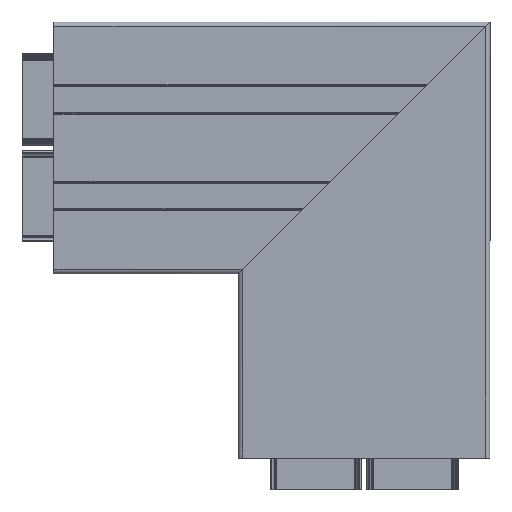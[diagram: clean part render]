
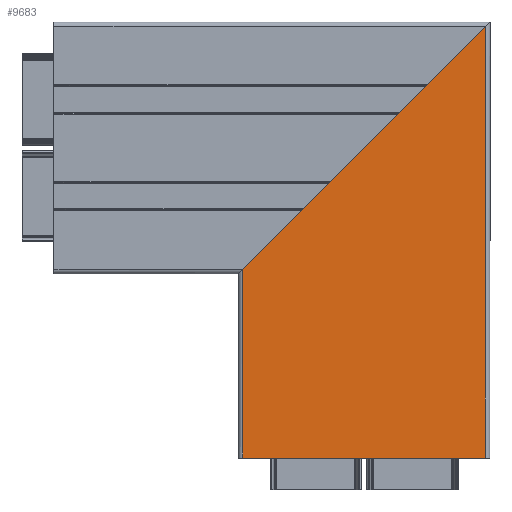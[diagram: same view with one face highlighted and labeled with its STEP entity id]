
A CAD part, front view. The second image highlights one B-rep face of the part: STEP entity #9683.
In plain terms, the highlighted planar face has unit normal (0, -1, 0).
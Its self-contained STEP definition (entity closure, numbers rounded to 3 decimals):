
#524 = VECTOR ( 'NONE', #1328, 1000. ) ;
#926 = VECTOR ( 'NONE', #4102, 1000. ) ;
#1328 = DIRECTION ( 'NONE',  ( 0., 0., -1. ) ) ;
#1999 = ORIENTED_EDGE ( 'NONE', *, *, #7928, .F. ) ;
#2005 = CARTESIAN_POINT ( 'NONE',  ( 62.5, -53., -963.5 ) ) ;
#2435 = CARTESIAN_POINT ( 'NONE',  ( 62.5, -53., -741. ) ) ;
#2595 = LINE ( 'NONE', #3384, #3885 ) ;
#2958 = VERTEX_POINT ( 'NONE', #2005 ) ;
#3152 = EDGE_CURVE ( 'NONE', #6616, #8798, #5393, .T. ) ;
#3358 = DIRECTION ( 'NONE',  ( 0.707, 0., 0.707 ) ) ;
#3374 = CARTESIAN_POINT ( 'NONE',  ( 62.5, -53., 1000. ) ) ;
#3384 = CARTESIAN_POINT ( 'NONE',  ( -65., -53., -963.5 ) ) ;
#3885 = VECTOR ( 'NONE', #7416, 1000. ) ;
#4102 = DIRECTION ( 'NONE',  ( 0., 0., 1. ) ) ;
#4862 = EDGE_CURVE ( 'NONE', #2958, #8798, #10915, .T. ) ;
#4872 = DIRECTION ( 'NONE',  ( 0., 1., 0. ) ) ;
#4903 = EDGE_LOOP ( 'NONE', ( #7864, #1999, #5375, #7660 ) ) ;
#4953 = VERTEX_POINT ( 'NONE', #8093 ) ;
#5106 = VECTOR ( 'NONE', #3358, 1000. ) ;
#5375 = ORIENTED_EDGE ( 'NONE', *, *, #4862, .T. ) ;
#5393 = LINE ( 'NONE', #5469, #5106 ) ;
#5469 = CARTESIAN_POINT ( 'NONE',  ( 65., -53., -738.5 ) ) ;
#5737 = AXIS2_PLACEMENT_3D ( 'NONE', #8288, #4872, #11107 ) ;
#6616 = VERTEX_POINT ( 'NONE', #9682 ) ;
#7416 = DIRECTION ( 'NONE',  ( -1., 0., 0. ) ) ;
#7660 = ORIENTED_EDGE ( 'NONE', *, *, #3152, .F. ) ;
#7864 = ORIENTED_EDGE ( 'NONE', *, *, #10289, .T. ) ;
#7928 = EDGE_CURVE ( 'NONE', #2958, #4953, #2595, .T. ) ;
#8093 = CARTESIAN_POINT ( 'NONE',  ( -62.5, -53., -963.5 ) ) ;
#8288 = CARTESIAN_POINT ( 'NONE',  ( 0., -53., 1000. ) ) ;
#8798 = VERTEX_POINT ( 'NONE', #2435 ) ;
#9473 = FACE_OUTER_BOUND ( 'NONE', #4903, .T. ) ;
#9682 = CARTESIAN_POINT ( 'NONE',  ( -62.5, -53., -866. ) ) ;
#9683 = ADVANCED_FACE ( 'NONE', ( #9473 ), #10298, .F. ) ;
#10289 = EDGE_CURVE ( 'NONE', #6616, #4953, #11262, .T. ) ;
#10298 = PLANE ( 'NONE',  #5737 ) ;
#10371 = CARTESIAN_POINT ( 'NONE',  ( -62.5, -53., 1000. ) ) ;
#10915 = LINE ( 'NONE', #3374, #926 ) ;
#11107 = DIRECTION ( 'NONE',  ( 0., 0., 1. ) ) ;
#11262 = LINE ( 'NONE', #10371, #524 ) ;
